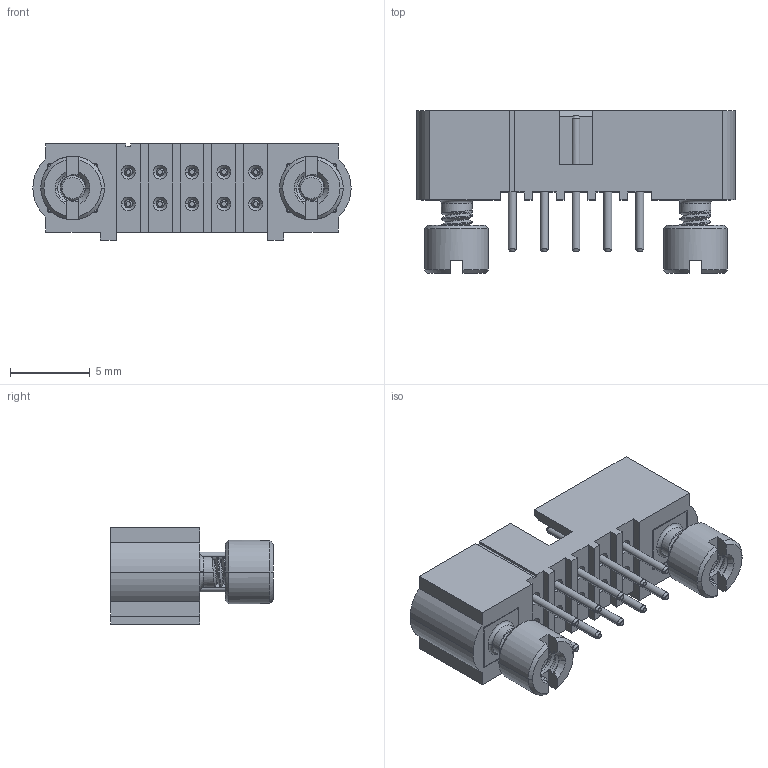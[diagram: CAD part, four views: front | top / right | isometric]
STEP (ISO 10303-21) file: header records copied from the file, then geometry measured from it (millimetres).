
FILE_DESCRIPTION(('STEP AP242'),'1');
FILE_NAME('m80-5101022.stp','2024-09-03T19:30:16',('TraceParts'),('TraceParts S.A.'),'Spatial InterOp 3D',' ',' ');
FILE_SCHEMA(('AP242_MANAGED_MODEL_BASED_3D_ENGINEERING_MIM_LF {1 0 10303 442 1 1 4}'));
Length unit declared in the file: millimetre
Products named in the file (1): m80-5101022_1
Bounding box: 20 x 10.2 x 6.05 mm (x, y, z)
Volume: 463 mm3; surface area: 1250.6 mm2
Topology: 15 solids, 15 shells, 645 faces, 1581 edges, 982 vertices
Faces by surface type: plane 223, cylinder 188, bspline 118, cone 108, torus 8
Entity records: 40864 total; most frequent: CARTESIAN_POINT 18243, ORIENTED_EDGE 3154, DIRECTION 2681, STYLED_ITEM 1614, PRESENTATION_STYLE_ASSIGNMENT 1614, COLOUR_RGB 1614, EDGE_CURVE 1577, CURVE_STYLE 1549
